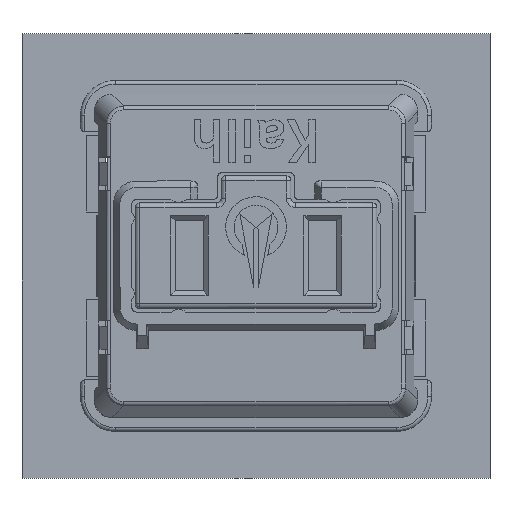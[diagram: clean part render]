
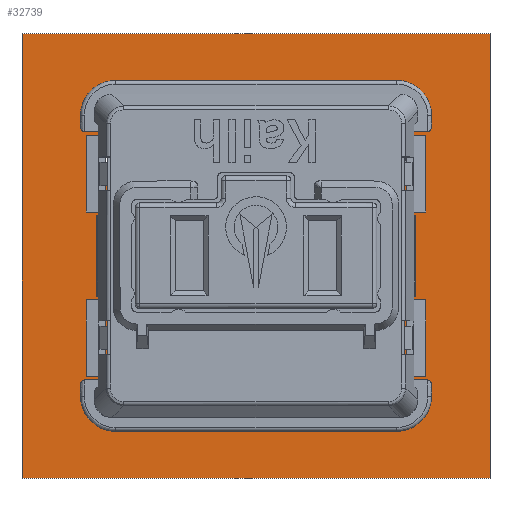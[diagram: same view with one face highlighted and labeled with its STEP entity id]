
A CAD part, top view. The second image highlights one B-rep face of the part: STEP entity #32739.
In plain terms, the highlighted planar face has unit normal (0, 0, 1).
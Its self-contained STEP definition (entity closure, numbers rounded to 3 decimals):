
#32561 = VERTEX_POINT('',#32562);
#32562 = CARTESIAN_POINT('',(10.,-9.5,1.6));
#32568 = EDGE_CURVE('',#32561,#32569,#32571,.T.);
#32569 = VERTEX_POINT('',#32570);
#32570 = CARTESIAN_POINT('',(-10.,-9.5,1.6));
#32571 = LINE('',#32572,#32573);
#32572 = CARTESIAN_POINT('',(10.,-9.5,1.6));
#32573 = VECTOR('',#32574,1.);
#32574 = DIRECTION('',(-1.,0.,0.));
#32601 = VERTEX_POINT('',#32602);
#32602 = CARTESIAN_POINT('',(10.,9.5,1.6));
#32608 = EDGE_CURVE('',#32601,#32561,#32609,.T.);
#32609 = LINE('',#32610,#32611);
#32610 = CARTESIAN_POINT('',(10.,9.5,1.6));
#32611 = VECTOR('',#32612,1.);
#32612 = DIRECTION('',(0.,-1.,0.));
#32630 = EDGE_CURVE('',#32569,#32631,#32633,.T.);
#32631 = VERTEX_POINT('',#32632);
#32632 = CARTESIAN_POINT('',(-10.,9.5,1.6));
#32633 = LINE('',#32634,#32635);
#32634 = CARTESIAN_POINT('',(-10.,-9.5,1.6));
#32635 = VECTOR('',#32636,1.);
#32636 = DIRECTION('',(0.,1.,0.));
#32739 = ADVANCED_FACE('',(#32740,#32751,#32762,#32773,#32784,#32795,
    #32806),#32817,.T.);
#32740 = FACE_BOUND('',#32741,.T.);
#32741 = EDGE_LOOP('',(#32742,#32743,#32744,#32750));
#32742 = ORIENTED_EDGE('',*,*,#32568,.F.);
#32743 = ORIENTED_EDGE('',*,*,#32608,.F.);
#32744 = ORIENTED_EDGE('',*,*,#32745,.F.);
#32745 = EDGE_CURVE('',#32631,#32601,#32746,.T.);
#32746 = LINE('',#32747,#32748);
#32747 = CARTESIAN_POINT('',(-10.,9.5,1.6));
#32748 = VECTOR('',#32749,1.);
#32749 = DIRECTION('',(1.,0.,0.));
#32750 = ORIENTED_EDGE('',*,*,#32630,.F.);
#32751 = FACE_BOUND('',#32752,.T.);
#32752 = EDGE_LOOP('',(#32753));
#32753 = ORIENTED_EDGE('',*,*,#32754,.T.);
#32754 = EDGE_CURVE('',#32755,#32755,#32757,.T.);
#32755 = VERTEX_POINT('',#32756);
#32756 = CARTESIAN_POINT('',(-5.5,-0.95,1.6));
#32757 = CIRCLE('',#32758,0.95);
#32758 = AXIS2_PLACEMENT_3D('',#32759,#32760,#32761);
#32759 = CARTESIAN_POINT('',(-5.5,0.,1.6));
#32760 = DIRECTION('',(-0.,0.,-1.));
#32761 = DIRECTION('',(-0.,-1.,0.));
#32762 = FACE_BOUND('',#32763,.T.);
#32763 = EDGE_LOOP('',(#32764));
#32764 = ORIENTED_EDGE('',*,*,#32765,.T.);
#32765 = EDGE_CURVE('',#32766,#32766,#32768,.T.);
#32766 = VERTEX_POINT('',#32767);
#32767 = CARTESIAN_POINT('',(0.,-1.7,1.6));
#32768 = CIRCLE('',#32769,1.7);
#32769 = AXIS2_PLACEMENT_3D('',#32770,#32771,#32772);
#32770 = CARTESIAN_POINT('',(0.,0.,1.6)
  );
#32771 = DIRECTION('',(-0.,0.,-1.));
#32772 = DIRECTION('',(0.,-1.,-0.));
#32773 = FACE_BOUND('',#32774,.T.);
#32774 = EDGE_LOOP('',(#32775));
#32775 = ORIENTED_EDGE('',*,*,#32776,.T.);
#32776 = EDGE_CURVE('',#32777,#32777,#32779,.T.);
#32777 = VERTEX_POINT('',#32778);
#32778 = CARTESIAN_POINT('',(5.5,-0.95,1.6));
#32779 = CIRCLE('',#32780,0.95);
#32780 = AXIS2_PLACEMENT_3D('',#32781,#32782,#32783);
#32781 = CARTESIAN_POINT('',(5.5,0.,1.6));
#32782 = DIRECTION('',(-0.,0.,-1.));
#32783 = DIRECTION('',(-0.,-1.,0.));
#32784 = FACE_BOUND('',#32785,.T.);
#32785 = EDGE_LOOP('',(#32786));
#32786 = ORIENTED_EDGE('',*,*,#32787,.T.);
#32787 = EDGE_CURVE('',#32788,#32788,#32790,.T.);
#32788 = VERTEX_POINT('',#32789);
#32789 = CARTESIAN_POINT('',(-5.,2.25,1.6));
#32790 = CIRCLE('',#32791,1.5);
#32791 = AXIS2_PLACEMENT_3D('',#32792,#32793,#32794);
#32792 = CARTESIAN_POINT('',(-5.,3.75,1.6));
#32793 = DIRECTION('',(-0.,0.,-1.));
#32794 = DIRECTION('',(-0.,-1.,0.));
#32795 = FACE_BOUND('',#32796,.T.);
#32796 = EDGE_LOOP('',(#32797));
#32797 = ORIENTED_EDGE('',*,*,#32798,.T.);
#32798 = EDGE_CURVE('',#32799,#32799,#32801,.T.);
#32799 = VERTEX_POINT('',#32800);
#32800 = CARTESIAN_POINT('',(5.,2.25,1.6));
#32801 = CIRCLE('',#32802,1.5);
#32802 = AXIS2_PLACEMENT_3D('',#32803,#32804,#32805);
#32803 = CARTESIAN_POINT('',(5.,3.75,1.6));
#32804 = DIRECTION('',(-0.,0.,-1.));
#32805 = DIRECTION('',(-0.,-1.,0.));
#32806 = FACE_BOUND('',#32807,.T.);
#32807 = EDGE_LOOP('',(#32808));
#32808 = ORIENTED_EDGE('',*,*,#32809,.T.);
#32809 = EDGE_CURVE('',#32810,#32810,#32812,.T.);
#32810 = VERTEX_POINT('',#32811);
#32811 = CARTESIAN_POINT('',(0.,4.45,1.6));
#32812 = CIRCLE('',#32813,1.5);
#32813 = AXIS2_PLACEMENT_3D('',#32814,#32815,#32816);
#32814 = CARTESIAN_POINT('',(0.,5.95,1.6));
#32815 = DIRECTION('',(-0.,0.,-1.));
#32816 = DIRECTION('',(0.,-1.,-0.));
#32817 = PLANE('',#32818);
#32818 = AXIS2_PLACEMENT_3D('',#32819,#32820,#32821);
#32819 = CARTESIAN_POINT('',(0.,0.,1.6));
#32820 = DIRECTION('',(0.,0.,1.));
#32821 = DIRECTION('',(1.,0.,-0.));
